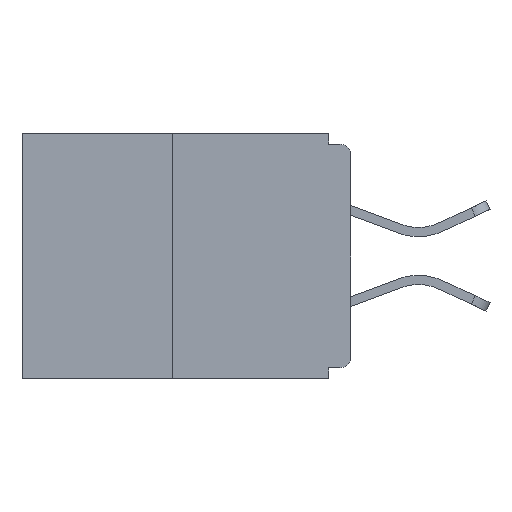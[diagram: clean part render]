
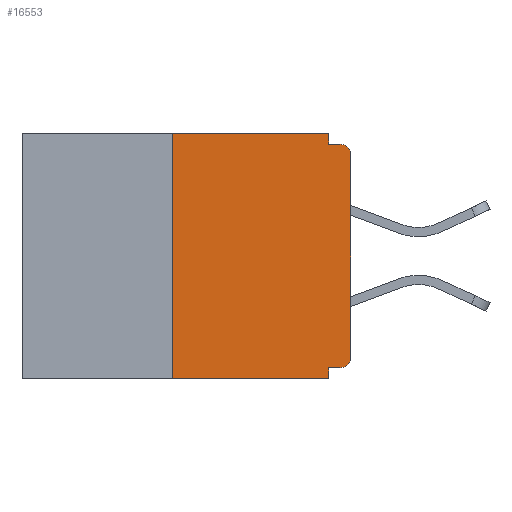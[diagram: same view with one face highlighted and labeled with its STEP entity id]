
A CAD part, left-side view. The second image highlights one B-rep face of the part: STEP entity #16553.
In plain terms, the highlighted planar face has unit normal (-1, 0, 0).
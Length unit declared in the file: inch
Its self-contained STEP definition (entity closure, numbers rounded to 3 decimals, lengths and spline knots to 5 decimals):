
#234 = CARTESIAN_POINT ( 'NONE',  ( 0., 0., 0. ) ) ;
#333 = CARTESIAN_POINT ( 'NONE',  ( 0., 0.031, -0.343 ) ) ;
#787 = VERTEX_POINT ( 'NONE', #6779 ) ;
#1027 = EDGE_CURVE ( 'NONE', #787, #12692, #4306, .T. ) ;
#1338 = ORIENTED_EDGE ( 'NONE', *, *, #9980, .T. ) ;
#1616 = LINE ( 'NONE', #6935, #16151 ) ;
#1761 = EDGE_LOOP ( 'NONE', ( #7253, #6686, #1338, #2000, #3402, #6690, #3592, #6380, #9716, #4868 ) ) ;
#2000 = ORIENTED_EDGE ( 'NONE', *, *, #3737, .F. ) ;
#2307 = AXIS2_PLACEMENT_3D ( 'NONE', #16444, #7408, #7319 ) ;
#2399 = EDGE_CURVE ( 'NONE', #16391, #8506, #14217, .T. ) ;
#2509 = CARTESIAN_POINT ( 'NONE',  ( 0., 0.031, -0.015 ) ) ;
#2591 = LINE ( 'NONE', #234, #4859 ) ;
#2951 = VECTOR ( 'NONE', #5830, 39.37008 ) ;
#3004 = CARTESIAN_POINT ( 'NONE',  ( 0., 0.25, -0.343 ) ) ;
#3130 = AXIS2_PLACEMENT_3D ( 'NONE', #6533, #15913, #12234 ) ;
#3400 = VECTOR ( 'NONE', #16952, 39.37008 ) ;
#3402 = ORIENTED_EDGE ( 'NONE', *, *, #11371, .F. ) ;
#3592 = ORIENTED_EDGE ( 'NONE', *, *, #4104, .T. ) ;
#3665 = LINE ( 'NONE', #17265, #6478 ) ;
#3737 = EDGE_CURVE ( 'NONE', #8153, #4454, #8560, .T. ) ;
#4104 = EDGE_CURVE ( 'NONE', #10946, #7174, #2591, .T. ) ;
#4306 = LINE ( 'NONE', #9675, #13671 ) ;
#4357 = AXIS2_PLACEMENT_3D ( 'NONE', #8542, #16434, #4406 ) ;
#4406 = DIRECTION ( 'NONE',  ( 0., 0., -1. ) ) ;
#4454 = VERTEX_POINT ( 'NONE', #14489 ) ;
#4859 = VECTOR ( 'NONE', #13272, 39.37008 ) ;
#4868 = ORIENTED_EDGE ( 'NONE', *, *, #7517, .F. ) ;
#5371 = LINE ( 'NONE', #17153, #17145 ) ;
#5631 = FACE_OUTER_BOUND ( 'NONE', #1761, .T. ) ;
#5830 = DIRECTION ( 'NONE',  ( 0., 0., -1. ) ) ;
#5996 = CARTESIAN_POINT ( 'NONE',  ( 0., 0.031, -0.328 ) ) ;
#6347 = CARTESIAN_POINT ( 'NONE',  ( 0., 0., -0.015 ) ) ;
#6380 = ORIENTED_EDGE ( 'NONE', *, *, #10143, .T. ) ;
#6478 = VECTOR ( 'NONE', #9034, 39.37008 ) ;
#6533 = CARTESIAN_POINT ( 'NONE',  ( 0., 0.015, -0.03 ) ) ;
#6686 = ORIENTED_EDGE ( 'NONE', *, *, #6897, .F. ) ;
#6690 = ORIENTED_EDGE ( 'NONE', *, *, #8242, .T. ) ;
#6779 = CARTESIAN_POINT ( 'NONE',  ( 0., 0.25, 0. ) ) ;
#6897 = EDGE_CURVE ( 'NONE', #10607, #787, #1616, .T. ) ;
#6935 = CARTESIAN_POINT ( 'NONE',  ( 0., 0.25, 0. ) ) ;
#7174 = VERTEX_POINT ( 'NONE', #15458 ) ;
#7253 = ORIENTED_EDGE ( 'NONE', *, *, #1027, .F. ) ;
#7319 = DIRECTION ( 'NONE',  ( 0., 0., -1. ) ) ;
#7361 = DIRECTION ( 'NONE',  ( 0., 1., 0. ) ) ;
#7408 = DIRECTION ( 'NONE',  ( -1., 0., 0. ) ) ;
#7517 = EDGE_CURVE ( 'NONE', #12692, #16391, #3665, .T. ) ;
#8153 = VERTEX_POINT ( 'NONE', #5996 ) ;
#8242 = EDGE_CURVE ( 'NONE', #11822, #10946, #16567, .T. ) ;
#8396 = CARTESIAN_POINT ( 'NONE',  ( 0., 0.015, -0.328 ) ) ;
#8446 = DIRECTION ( 'NONE',  ( 0., -1., 0. ) ) ;
#8506 = VERTEX_POINT ( 'NONE', #13351 ) ;
#8542 = CARTESIAN_POINT ( 'NONE',  ( 0., 0.46, 0. ) ) ;
#8560 = LINE ( 'NONE', #333, #2951 ) ;
#8615 = CARTESIAN_POINT ( 'NONE',  ( 0., 0.031, 0. ) ) ;
#8728 = DIRECTION ( 'NONE',  ( 0., 0., 1. ) ) ;
#9034 = DIRECTION ( 'NONE',  ( 0., 0., -1. ) ) ;
#9182 = DIRECTION ( 'NONE',  ( 0., -1., 0. ) ) ;
#9675 = CARTESIAN_POINT ( 'NONE',  ( 0., 0.46, 0. ) ) ;
#9683 = CARTESIAN_POINT ( 'NONE',  ( 0., 0., -0.313 ) ) ;
#9716 = ORIENTED_EDGE ( 'NONE', *, *, #2399, .F. ) ;
#9860 = VECTOR ( 'NONE', #7361, 39.37008 ) ;
#9980 = EDGE_CURVE ( 'NONE', #10607, #4454, #5371, .T. ) ;
#10143 = EDGE_CURVE ( 'NONE', #7174, #8506, #10687, .T. ) ;
#10607 = VERTEX_POINT ( 'NONE', #3004 ) ;
#10687 = CIRCLE ( 'NONE', #3130, 0.015 ) ;
#10946 = VERTEX_POINT ( 'NONE', #9683 ) ;
#11222 = CARTESIAN_POINT ( 'NONE',  ( 0., 0., -0.328 ) ) ;
#11371 = EDGE_CURVE ( 'NONE', #11822, #8153, #11482, .T. ) ;
#11482 = LINE ( 'NONE', #11222, #9860 ) ;
#11822 = VERTEX_POINT ( 'NONE', #8396 ) ;
#12234 = DIRECTION ( 'NONE',  ( 0., 0., -1. ) ) ;
#12692 = VERTEX_POINT ( 'NONE', #8615 ) ;
#13272 = DIRECTION ( 'NONE',  ( 0., 0., 1. ) ) ;
#13351 = CARTESIAN_POINT ( 'NONE',  ( 0., 0.015, -0.015 ) ) ;
#13671 = VECTOR ( 'NONE', #8446, 39.37008 ) ;
#14217 = LINE ( 'NONE', #6347, #3400 ) ;
#14489 = CARTESIAN_POINT ( 'NONE',  ( 0., 0.031, -0.343 ) ) ;
#15458 = CARTESIAN_POINT ( 'NONE',  ( 0., 0., -0.03 ) ) ;
#15913 = DIRECTION ( 'NONE',  ( -1., 0., 0. ) ) ;
#16151 = VECTOR ( 'NONE', #8728, 39.37008 ) ;
#16391 = VERTEX_POINT ( 'NONE', #2509 ) ;
#16434 = DIRECTION ( 'NONE',  ( 1., 0., 0. ) ) ;
#16444 = CARTESIAN_POINT ( 'NONE',  ( 0., 0.015, -0.313 ) ) ;
#16553 = ADVANCED_FACE ( 'NONE', ( #5631 ), #16606, .F. ) ;
#16567 = CIRCLE ( 'NONE', #2307, 0.015 ) ;
#16606 = PLANE ( 'NONE',  #4357 ) ;
#16952 = DIRECTION ( 'NONE',  ( 0., -1., 0. ) ) ;
#17145 = VECTOR ( 'NONE', #9182, 39.37008 ) ;
#17153 = CARTESIAN_POINT ( 'NONE',  ( 0., 0.46, -0.343 ) ) ;
#17265 = CARTESIAN_POINT ( 'NONE',  ( 0., 0.031, 0. ) ) ;
